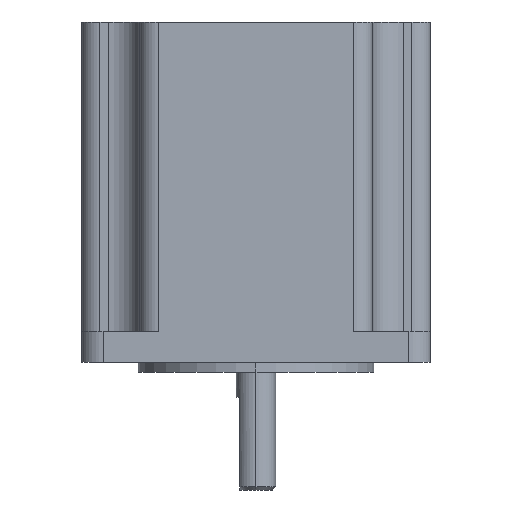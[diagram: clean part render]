
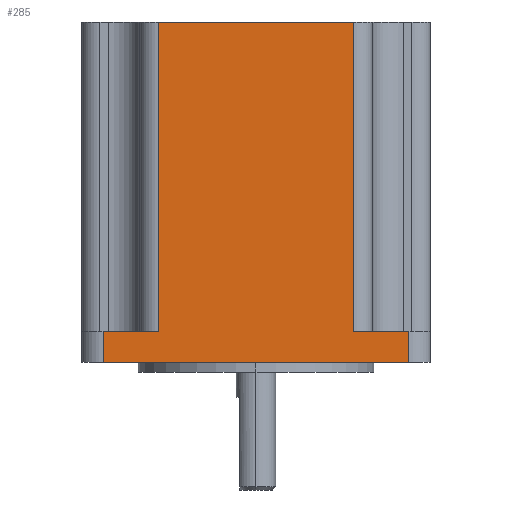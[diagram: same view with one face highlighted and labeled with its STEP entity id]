
A CAD part, left-side view. The second image highlights one B-rep face of the part: STEP entity #285.
In plain terms, the highlighted planar face has unit normal (-1, 0, 0).
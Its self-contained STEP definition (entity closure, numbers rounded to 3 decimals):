
#60 = VECTOR ( 'NONE', #1662, 1000. ) ;
#78 = VECTOR ( 'NONE', #1601, 1000. ) ;
#149 = VECTOR ( 'NONE', #1111, 1000. ) ;
#151 = VECTOR ( 'NONE', #1113, 1000. ) ;
#153 = VECTOR ( 'NONE', #1115, 1000. ) ;
#155 = VECTOR ( 'NONE', #1117, 1000. ) ;
#157 = VECTOR ( 'NONE', #1119, 1000. ) ;
#160 = VECTOR ( 'NONE', #682, 1000. ) ;
#285 = ADVANCED_FACE ( 'NONE', ( #710 ), #393, .F. ) ;
#388 = DIRECTION ( 'NONE',  ( 1., 0., 0. ) ) ;
#393 = PLANE ( 'NONE',  #1554 ) ;
#397 = CARTESIAN_POINT ( 'NONE',  ( -28.2, 28.2, 5.08 ) ) ;
#435 = CARTESIAN_POINT ( 'NONE',  ( -28.2, -15.8, 55. ) ) ;
#437 = CARTESIAN_POINT ( 'NONE',  ( -28.2, -24.7, 5.08 ) ) ;
#504 = EDGE_CURVE ( 'NONE', #929, #948, #1195, .T. ) ;
#505 = EDGE_CURVE ( 'NONE', #934, #928, #1196, .T. ) ;
#506 = EDGE_CURVE ( 'NONE', #934, #979, #1197, .T. ) ;
#507 = EDGE_CURVE ( 'NONE', #979, #974, #1198, .T. ) ;
#508 = EDGE_CURVE ( 'NONE', #942, #981, #1199, .T. ) ;
#524 = EDGE_CURVE ( 'NONE', #929, #928, #1207, .T. ) ;
#535 = EDGE_CURVE ( 'NONE', #974, #981, #1212, .T. ) ;
#547 = EDGE_CURVE ( 'NONE', #948, #942, #1432, .T. ) ;
#643 = DIRECTION ( 'NONE',  ( 0., 1., 0. ) ) ;
#681 = CARTESIAN_POINT ( 'NONE',  ( -28.2, 28.2, 5.08 ) ) ;
#682 = DIRECTION ( 'NONE',  ( 0., -1., 0. ) ) ;
#710 = FACE_OUTER_BOUND ( 'NONE', #765, .T. ) ;
#765 = EDGE_LOOP ( 'NONE', ( #838, #840, #839, #841, #843, #842, #844, #845 ) ) ;
#838 = ORIENTED_EDGE ( 'NONE', *, *, #547, .T. ) ;
#839 = ORIENTED_EDGE ( 'NONE', *, *, #535, .F. ) ;
#840 = ORIENTED_EDGE ( 'NONE', *, *, #508, .T. ) ;
#841 = ORIENTED_EDGE ( 'NONE', *, *, #507, .F. ) ;
#842 = ORIENTED_EDGE ( 'NONE', *, *, #505, .T. ) ;
#843 = ORIENTED_EDGE ( 'NONE', *, *, #506, .F. ) ;
#844 = ORIENTED_EDGE ( 'NONE', *, *, #524, .F. ) ;
#845 = ORIENTED_EDGE ( 'NONE', *, *, #504, .T. ) ;
#928 = VERTEX_POINT ( 'NONE', #1379 ) ;
#929 = VERTEX_POINT ( 'NONE', #1380 ) ;
#934 = VERTEX_POINT ( 'NONE', #1385 ) ;
#942 = VERTEX_POINT ( 'NONE', #1393 ) ;
#948 = VERTEX_POINT ( 'NONE', #1399 ) ;
#974 = VERTEX_POINT ( 'NONE', #1425 ) ;
#979 = VERTEX_POINT ( 'NONE', #435 ) ;
#981 = VERTEX_POINT ( 'NONE', #437 ) ;
#1110 = CARTESIAN_POINT ( 'NONE',  ( -28.2, 24.7, 5.08 ) ) ;
#1111 = DIRECTION ( 'NONE',  ( 0., 0., -1. ) ) ;
#1112 = CARTESIAN_POINT ( 'NONE',  ( -28.2, 15.8, 55. ) ) ;
#1113 = DIRECTION ( 'NONE',  ( 0., 0., -1. ) ) ;
#1114 = CARTESIAN_POINT ( 'NONE',  ( -28.2, 15.8, 55. ) ) ;
#1115 = DIRECTION ( 'NONE',  ( 0., -1., 0. ) ) ;
#1116 = CARTESIAN_POINT ( 'NONE',  ( -28.2, -15.8, 55. ) ) ;
#1117 = DIRECTION ( 'NONE',  ( 0., 0., -1. ) ) ;
#1118 = CARTESIAN_POINT ( 'NONE',  ( -28.2, -24.7, 5.08 ) ) ;
#1119 = DIRECTION ( 'NONE',  ( 0., 0., 1. ) ) ;
#1195 = LINE ( 'NONE', #1110, #149 ) ;
#1196 = LINE ( 'NONE', #1112, #151 ) ;
#1197 = LINE ( 'NONE', #1114, #153 ) ;
#1198 = LINE ( 'NONE', #1116, #155 ) ;
#1199 = LINE ( 'NONE', #1118, #157 ) ;
#1207 = LINE ( 'NONE', #1661, #60 ) ;
#1212 = LINE ( 'NONE', #681, #160 ) ;
#1379 = CARTESIAN_POINT ( 'NONE',  ( -28.2, 15.8, 5.08 ) ) ;
#1380 = CARTESIAN_POINT ( 'NONE',  ( -28.2, 24.7, 5.08 ) ) ;
#1385 = CARTESIAN_POINT ( 'NONE',  ( -28.2, 15.8, 55. ) ) ;
#1393 = CARTESIAN_POINT ( 'NONE',  ( -28.2, -24.7, 0. ) ) ;
#1399 = CARTESIAN_POINT ( 'NONE',  ( -28.2, 24.7, 0. ) ) ;
#1425 = CARTESIAN_POINT ( 'NONE',  ( -28.2, -15.8, 5.08 ) ) ;
#1432 = LINE ( 'NONE', #1600, #78 ) ;
#1554 = AXIS2_PLACEMENT_3D ( 'NONE', #397, #388, #643 ) ;
#1600 = CARTESIAN_POINT ( 'NONE',  ( -28.2, 28.2, 0. ) ) ;
#1601 = DIRECTION ( 'NONE',  ( 0., -1., 0. ) ) ;
#1661 = CARTESIAN_POINT ( 'NONE',  ( -28.2, 28.2, 5.08 ) ) ;
#1662 = DIRECTION ( 'NONE',  ( 0., -1., 0. ) ) ;
